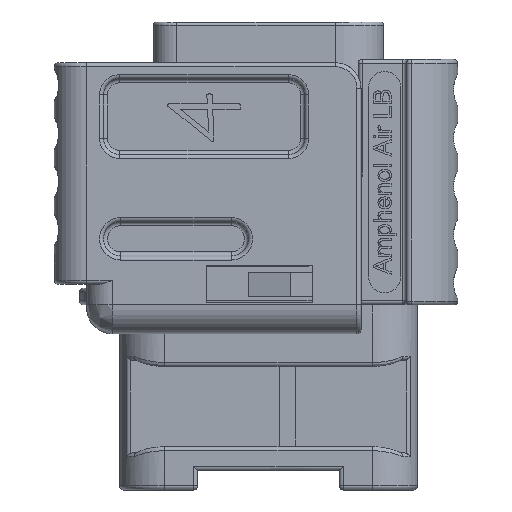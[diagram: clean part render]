
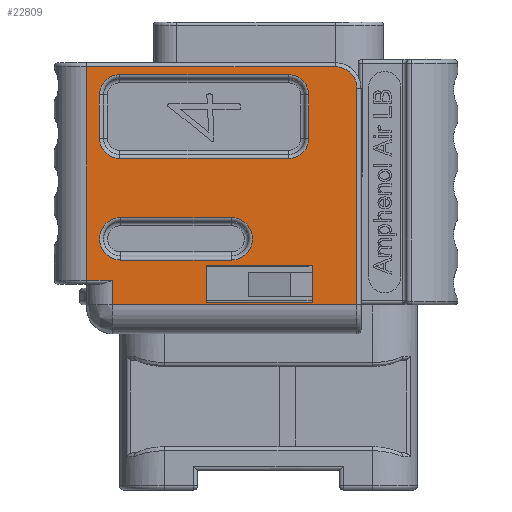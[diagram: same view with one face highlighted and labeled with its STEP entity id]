
A CAD part, left-side view. The second image highlights one B-rep face of the part: STEP entity #22809.
In plain terms, the highlighted planar face has unit normal (-1, 0, 0).
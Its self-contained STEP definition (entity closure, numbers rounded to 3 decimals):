
#696=DIRECTION('',(0.,0.,-1.));
#697=VECTOR('',#696,1.53);
#698=CARTESIAN_POINT('',(-13.75,9.7,1.53));
#699=LINE('',#698,#697);
#725=DIRECTION('',(0.,0.,-1.));
#726=VECTOR('',#725,13.27);
#727=CARTESIAN_POINT('',(-13.75,11.3,14.8));
#728=LINE('',#727,#726);
#1240=DIRECTION('',(0.,0.,-1.));
#1241=VECTOR('',#1240,13.45);
#1242=CARTESIAN_POINT('',(-13.75,-5.5,13.45));
#1243=LINE('',#1242,#1241);
#1244=DIRECTION('',(0.,-1.,0.));
#1245=VECTOR('',#1244,15.2);
#1246=CARTESIAN_POINT('',(-13.75,9.7,0.));
#1247=LINE('',#1246,#1245);
#1248=DIRECTION('',(0.,-1.,0.));
#1249=VECTOR('',#1248,1.6);
#1250=CARTESIAN_POINT('',(-13.75,11.3,1.53));
#1251=LINE('',#1250,#1249);
#1252=DIRECTION('',(0.,-1.,0.));
#1253=VECTOR('',#1252,15.45);
#1254=CARTESIAN_POINT('',(-13.75,11.3,14.8));
#1255=LINE('',#1254,#1253);
#1256=CARTESIAN_POINT('',(-13.75,-4.15,13.45));
#1257=DIRECTION('',(1.,0.,0.));
#1258=DIRECTION('',(0.,0.,1.));
#1259=AXIS2_PLACEMENT_3D('',#1256,#1257,#1258);
#1261=DIRECTION('',(0.,0.,-1.));
#1262=VECTOR('',#1261,2.3);
#1263=CARTESIAN_POINT('',(-13.75,-2.75,2.45));
#1264=LINE('',#1263,#1262);
#1265=DIRECTION('',(0.,-1.,0.));
#1266=VECTOR('',#1265,6.6);
#1267=CARTESIAN_POINT('',(-13.75,3.85,2.45));
#1268=LINE('',#1267,#1266);
#1269=DIRECTION('',(0.,0.,1.));
#1270=VECTOR('',#1269,2.3);
#1271=CARTESIAN_POINT('',(-13.75,3.85,0.15));
#1272=LINE('',#1271,#1270);
#1273=DIRECTION('',(0.,1.,0.));
#1274=VECTOR('',#1273,6.6);
#1275=CARTESIAN_POINT('',(-13.75,-2.75,0.15));
#1276=LINE('',#1275,#1274);
#1277=CARTESIAN_POINT('',(-13.75,9.25,10.35));
#1278=DIRECTION('',(1.,0.,0.));
#1279=DIRECTION('',(0.,0.,-1.));
#1280=AXIS2_PLACEMENT_3D('',#1277,#1278,#1279);
#1282=DIRECTION('',(0.,1.,0.));
#1283=VECTOR('',#1282,10.5);
#1284=CARTESIAN_POINT('',(-13.75,-1.25,9.1));
#1285=LINE('',#1284,#1283);
#1286=CARTESIAN_POINT('',(-13.75,-1.25,10.35));
#1287=DIRECTION('',(1.,0.,0.));
#1288=DIRECTION('',(0.,-1.,0.));
#1289=AXIS2_PLACEMENT_3D('',#1286,#1287,#1288);
#1291=DIRECTION('',(0.,0.,-1.));
#1292=VECTOR('',#1291,2.7);
#1293=CARTESIAN_POINT('',(-13.75,-2.5,13.05));
#1294=LINE('',#1293,#1292);
#1295=CARTESIAN_POINT('',(-13.75,-1.25,13.05));
#1296=DIRECTION('',(1.,0.,0.));
#1297=DIRECTION('',(0.,0.,1.));
#1298=AXIS2_PLACEMENT_3D('',#1295,#1296,#1297);
#1300=DIRECTION('',(0.,-1.,0.));
#1301=VECTOR('',#1300,10.5);
#1302=CARTESIAN_POINT('',(-13.75,9.25,14.3));
#1303=LINE('',#1302,#1301);
#1304=CARTESIAN_POINT('',(-13.75,9.25,13.05));
#1305=DIRECTION('',(1.,0.,0.));
#1306=DIRECTION('',(0.,1.,0.));
#1307=AXIS2_PLACEMENT_3D('',#1304,#1305,#1306);
#1309=DIRECTION('',(0.,0.,1.));
#1310=VECTOR('',#1309,2.7);
#1311=CARTESIAN_POINT('',(-13.75,10.5,10.35));
#1312=LINE('',#1311,#1310);
#1313=DIRECTION('',(0.,-1.,0.));
#1314=VECTOR('',#1313,6.86);
#1315=CARTESIAN_POINT('',(-13.75,9.18,2.79));
#1316=LINE('',#1315,#1314);
#1317=CARTESIAN_POINT('',(-13.75,2.32,4.11));
#1318=DIRECTION('',(-1.,0.,0.));
#1319=DIRECTION('',(0.,0.,-1.));
#1320=AXIS2_PLACEMENT_3D('',#1317,#1318,#1319);
#1322=DIRECTION('',(0.,1.,0.));
#1323=VECTOR('',#1322,6.86);
#1324=CARTESIAN_POINT('',(-13.75,2.32,5.43));
#1325=LINE('',#1324,#1323);
#1326=CARTESIAN_POINT('',(-13.75,9.18,4.11));
#1327=DIRECTION('',(-1.,0.,0.));
#1328=DIRECTION('',(0.,0.,1.));
#1329=AXIS2_PLACEMENT_3D('',#1326,#1327,#1328);
#20498=CARTESIAN_POINT('',(-13.75,9.7,0.));
#20500=VERTEX_POINT('',#20498);
#20514=CARTESIAN_POINT('',(-13.75,-2.75,2.45));
#20515=CARTESIAN_POINT('',(-13.75,-2.75,0.15));
#20516=VERTEX_POINT('',#20514);
#20517=VERTEX_POINT('',#20515);
#20518=CARTESIAN_POINT('',(-13.75,3.85,0.15));
#20519=VERTEX_POINT('',#20518);
#20520=CARTESIAN_POINT('',(-13.75,3.85,2.45));
#20521=VERTEX_POINT('',#20520);
#20530=CARTESIAN_POINT('',(-13.75,11.3,1.53));
#20531=CARTESIAN_POINT('',(-13.75,9.7,1.53));
#20532=VERTEX_POINT('',#20530);
#20533=VERTEX_POINT('',#20531);
#20678=CARTESIAN_POINT('',(-13.75,9.25,9.1));
#20679=CARTESIAN_POINT('',(-13.75,10.5,10.35));
#20680=VERTEX_POINT('',#20678);
#20681=VERTEX_POINT('',#20679);
#20686=CARTESIAN_POINT('',(-13.75,10.5,13.05));
#20687=VERTEX_POINT('',#20686);
#20690=CARTESIAN_POINT('',(-13.75,9.25,14.3));
#20691=VERTEX_POINT('',#20690);
#20694=CARTESIAN_POINT('',(-13.75,-1.25,14.3));
#20695=VERTEX_POINT('',#20694);
#20698=CARTESIAN_POINT('',(-13.75,-2.5,13.05));
#20699=VERTEX_POINT('',#20698);
#20702=CARTESIAN_POINT('',(-13.75,-2.5,10.35));
#20703=VERTEX_POINT('',#20702);
#20706=CARTESIAN_POINT('',(-13.75,-1.25,9.1));
#20707=VERTEX_POINT('',#20706);
#20801=CARTESIAN_POINT('',(-13.75,-5.5,0.));
#20803=VERTEX_POINT('',#20801);
#20807=CARTESIAN_POINT('',(-13.75,-5.5,13.45));
#20808=VERTEX_POINT('',#20807);
#20811=CARTESIAN_POINT('',(-13.75,-4.15,14.8));
#20812=VERTEX_POINT('',#20811);
#20815=CARTESIAN_POINT('',(-13.75,11.3,14.8));
#20816=VERTEX_POINT('',#20815);
#21139=CARTESIAN_POINT('',(-13.75,9.18,2.79));
#21140=CARTESIAN_POINT('',(-13.75,2.32,2.79));
#21141=VERTEX_POINT('',#21139);
#21142=VERTEX_POINT('',#21140);
#21145=CARTESIAN_POINT('',(-13.75,2.32,5.43));
#21146=VERTEX_POINT('',#21145);
#21149=CARTESIAN_POINT('',(-13.75,9.18,5.43));
#21150=VERTEX_POINT('',#21149);
#22757=CARTESIAN_POINT('',(-13.75,11.25,15.05));
#22758=DIRECTION('',(-1.,0.,0.));
#22759=DIRECTION('',(0.,1.,0.));
#22760=AXIS2_PLACEMENT_3D('',#22757,#22758,#22759);
#22761=PLANE('',#22760);
#22763=ORIENTED_EDGE('',*,*,#22762,.T.);
#22764=ORIENTED_EDGE('',*,*,#22728,.F.);
#22765=ORIENTED_EDGE('',*,*,#22211,.F.);
#22766=ORIENTED_EDGE('',*,*,#22227,.F.);
#22767=ORIENTED_EDGE('',*,*,#22254,.F.);
#22769=ORIENTED_EDGE('',*,*,#22768,.T.);
#22771=ORIENTED_EDGE('',*,*,#22770,.T.);
#22772=EDGE_LOOP('',(#22763,#22764,#22765,#22766,#22767,#22769,#22771));
#22773=FACE_OUTER_BOUND('',#22772,.F.);
#22774=ORIENTED_EDGE('',*,*,#22418,.F.);
#22775=ORIENTED_EDGE('',*,*,#22442,.F.);
#22776=ORIENTED_EDGE('',*,*,#22458,.F.);
#22778=ORIENTED_EDGE('',*,*,#22777,.F.);
#22779=EDGE_LOOP('',(#22774,#22775,#22776,#22778));
#22780=FACE_BOUND('',#22779,.F.);
#22782=ORIENTED_EDGE('',*,*,#22781,.F.);
#22784=ORIENTED_EDGE('',*,*,#22783,.F.);
#22786=ORIENTED_EDGE('',*,*,#22785,.F.);
#22788=ORIENTED_EDGE('',*,*,#22787,.F.);
#22790=ORIENTED_EDGE('',*,*,#22789,.F.);
#22792=ORIENTED_EDGE('',*,*,#22791,.F.);
#22794=ORIENTED_EDGE('',*,*,#22793,.F.);
#22796=ORIENTED_EDGE('',*,*,#22795,.F.);
#22797=EDGE_LOOP('',(#22782,#22784,#22786,#22788,#22790,#22792,#22794,#22796));
#22798=FACE_BOUND('',#22797,.F.);
#22800=ORIENTED_EDGE('',*,*,#22799,.T.);
#22802=ORIENTED_EDGE('',*,*,#22801,.T.);
#22804=ORIENTED_EDGE('',*,*,#22803,.T.);
#22806=ORIENTED_EDGE('',*,*,#22805,.T.);
#22807=EDGE_LOOP('',(#22800,#22802,#22804,#22806));
#22808=FACE_BOUND('',#22807,.F.);
#22809=ADVANCED_FACE('',(#22773,#22780,#22798,#22808),#22761,.T.);
#1260=CIRCLE('',#1259,1.35);
#1281=CIRCLE('',#1280,1.25);
#1290=CIRCLE('',#1289,1.25);
#1299=CIRCLE('',#1298,1.25);
#1308=CIRCLE('',#1307,1.25);
#1321=CIRCLE('',#1320,1.32);
#1330=CIRCLE('',#1329,1.32);
#22211=EDGE_CURVE('',#20533,#20500,#699,.T.);
#22227=EDGE_CURVE('',#20532,#20533,#1251,.T.);
#22254=EDGE_CURVE('',#20816,#20532,#728,.T.);
#22418=EDGE_CURVE('',#20516,#20517,#1264,.T.);
#22442=EDGE_CURVE('',#20521,#20516,#1268,.T.);
#22458=EDGE_CURVE('',#20519,#20521,#1272,.T.);
#22728=EDGE_CURVE('',#20500,#20803,#1247,.T.);
#22762=EDGE_CURVE('',#20808,#20803,#1243,.T.);
#22768=EDGE_CURVE('',#20816,#20812,#1255,.T.);
#22770=EDGE_CURVE('',#20812,#20808,#1260,.T.);
#22777=EDGE_CURVE('',#20517,#20519,#1276,.T.);
#22781=EDGE_CURVE('',#20680,#20681,#1281,.T.);
#22783=EDGE_CURVE('',#20707,#20680,#1285,.T.);
#22785=EDGE_CURVE('',#20703,#20707,#1290,.T.);
#22787=EDGE_CURVE('',#20699,#20703,#1294,.T.);
#22789=EDGE_CURVE('',#20695,#20699,#1299,.T.);
#22791=EDGE_CURVE('',#20691,#20695,#1303,.T.);
#22793=EDGE_CURVE('',#20687,#20691,#1308,.T.);
#22795=EDGE_CURVE('',#20681,#20687,#1312,.T.);
#22799=EDGE_CURVE('',#21141,#21142,#1316,.T.);
#22801=EDGE_CURVE('',#21142,#21146,#1321,.T.);
#22803=EDGE_CURVE('',#21146,#21150,#1325,.T.);
#22805=EDGE_CURVE('',#21150,#21141,#1330,.T.);
